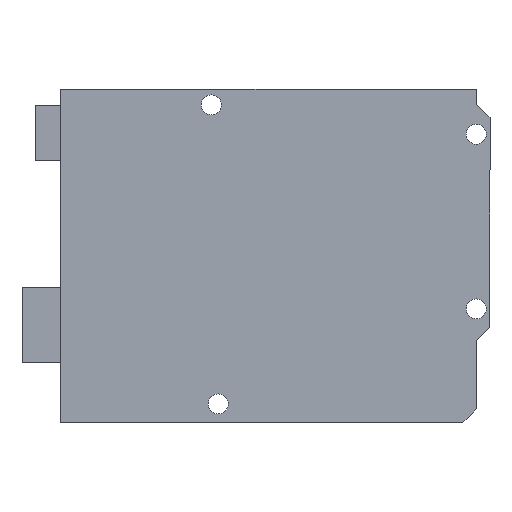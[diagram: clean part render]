
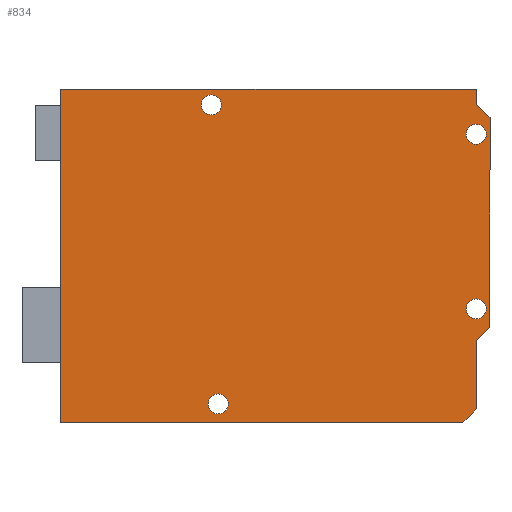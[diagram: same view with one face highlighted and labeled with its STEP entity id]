
A CAD part, front view. The second image highlights one B-rep face of the part: STEP entity #834.
In plain terms, the highlighted planar face has unit normal (0, -1, 0).
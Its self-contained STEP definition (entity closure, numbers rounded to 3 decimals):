
#155 = LINE ( 'NONE', #3020, #13200 ) ;
#233 = FACE_BOUND ( 'NONE', #11191, .T. ) ;
#249 = ORIENTED_EDGE ( 'NONE', *, *, #655, .F. ) ;
#248 = LINE ( 'NONE', #6511, #3701 ) ;
#371 = DIRECTION ( 'NONE',  ( 0., 0., 1. ) ) ;
#440 = VERTEX_POINT ( 'NONE', #7627 ) ;
#486 = EDGE_CURVE ( 'NONE', #8038, #5223, #248, .T. ) ;
#518 = VERTEX_POINT ( 'NONE', #12214 ) ;
#565 = AXIS2_PLACEMENT_3D ( 'NONE', #2802, #2854, #10619 ) ;
#615 = DIRECTION ( 'NONE',  ( 0., 0., 1. ) ) ;
#638 = DIRECTION ( 'NONE',  ( 0., 0., 1. ) ) ;
#655 = EDGE_CURVE ( 'NONE', #5859, #3840, #5552, .T. ) ;
#722 = CARTESIAN_POINT ( 'NONE',  ( 32.1, 0., 17.677 ) ) ;
#834 = ADVANCED_FACE ( 'NONE', ( #233, #3348, #5219, #12432, #6408 ), #12721, .F. ) ;
#837 = VERTEX_POINT ( 'NONE', #722 ) ;
#838 = VERTEX_POINT ( 'NONE', #9547 ) ;
#1200 = EDGE_CURVE ( 'NONE', #1849, #5223, #1618, .T. ) ;
#1206 = ORIENTED_EDGE ( 'NONE', *, *, #12322, .F. ) ;
#1274 = VERTEX_POINT ( 'NONE', #10308 ) ;
#1487 = EDGE_LOOP ( 'NONE', ( #12241, #4212 ) ) ;
#1567 = EDGE_CURVE ( 'NONE', #838, #837, #2111, .T. ) ;
#1618 = LINE ( 'NONE', #8013, #6570 ) ;
#1739 = DIRECTION ( 'NONE',  ( 0., 1., 0. ) ) ;
#1781 = VERTEX_POINT ( 'NONE', #11727 ) ;
#1849 = VERTEX_POINT ( 'NONE', #13068 ) ;
#1919 = CARTESIAN_POINT ( 'NONE',  ( -9.138, 0., -23.823 ) ) ;
#1921 = AXIS2_PLACEMENT_3D ( 'NONE', #13297, #4443, #6720 ) ;
#2013 = CIRCLE ( 'NONE', #2332, 1.6 ) ;
#2111 = CIRCLE ( 'NONE', #11633, 1.6 ) ;
#2332 = AXIS2_PLACEMENT_3D ( 'NONE', #3674, #3929, #638 ) ;
#2573 = CARTESIAN_POINT ( 'NONE',  ( 0., 0., -26.823 ) ) ;
#2616 = AXIS2_PLACEMENT_3D ( 'NONE', #3999, #8297, #615 ) ;
#2802 = CARTESIAN_POINT ( 'NONE',  ( 32.1, 0., 19.277 ) ) ;
#2854 = DIRECTION ( 'NONE',  ( 0., 1., 0. ) ) ;
#3020 = CARTESIAN_POINT ( 'NONE',  ( 0., 0., 26.477 ) ) ;
#3022 = ORIENTED_EDGE ( 'NONE', *, *, #10475, .T. ) ;
#3053 = ORIENTED_EDGE ( 'NONE', *, *, #7563, .F. ) ;
#3342 = VERTEX_POINT ( 'NONE', #11547 ) ;
#3348 = FACE_BOUND ( 'NONE', #6812, .T. ) ;
#3500 = CARTESIAN_POINT ( 'NONE',  ( 32.1, 0., 19.277 ) ) ;
#3674 = CARTESIAN_POINT ( 'NONE',  ( -10.238, 0., 23.977 ) ) ;
#3701 = VECTOR ( 'NONE', #8759, 1000. ) ;
#3762 = DIRECTION ( 'NONE',  ( 0.733, 0., -0.68 ) ) ;
#3827 = ORIENTED_EDGE ( 'NONE', *, *, #13138, .T. ) ;
#3840 = VERTEX_POINT ( 'NONE', #11771 ) ;
#3848 = CARTESIAN_POINT ( 'NONE',  ( -9.138, 0., -25.423 ) ) ;
#3899 = CARTESIAN_POINT ( 'NONE',  ( 29.974, 0., -26.823 ) ) ;
#3917 = CARTESIAN_POINT ( 'NONE',  ( 21.631, 0., -23.331 ) ) ;
#3928 = CIRCLE ( 'NONE', #13777, 1.6 ) ;
#3929 = DIRECTION ( 'NONE',  ( 0., 1., 0. ) ) ;
#3966 = LINE ( 'NONE', #13125, #10463 ) ;
#3999 = CARTESIAN_POINT ( 'NONE',  ( -9.138, 0., -23.823 ) ) ;
#4133 = EDGE_CURVE ( 'NONE', #440, #1274, #9753, .T. ) ;
#4212 = ORIENTED_EDGE ( 'NONE', *, *, #11081, .T. ) ;
#4443 = DIRECTION ( 'NONE',  ( 0., 1., 0. ) ) ;
#4748 = VECTOR ( 'NONE', #11402, 1000. ) ;
#4895 = CARTESIAN_POINT ( 'NONE',  ( -10.238, 0., 23.977 ) ) ;
#4901 = CARTESIAN_POINT ( 'NONE',  ( 29.04, 0., -27.798 ) ) ;
#5027 = DIRECTION ( 'NONE',  ( 0., 0., 1. ) ) ;
#5108 = EDGE_CURVE ( 'NONE', #14114, #8125, #3928, .T. ) ;
#5145 = DIRECTION ( 'NONE',  ( 0., 1., 0. ) ) ;
#5191 = LINE ( 'NONE', #4901, #5872 ) ;
#5206 = DIRECTION ( 'NONE',  ( 0., 0., 1. ) ) ;
#5219 = FACE_BOUND ( 'NONE', #6381, .T. ) ;
#5221 = VECTOR ( 'NONE', #8777, 1000. ) ;
#5223 = VERTEX_POINT ( 'NONE', #11734 ) ;
#5270 = VERTEX_POINT ( 'NONE', #14226 ) ;
#5467 = CARTESIAN_POINT ( 'NONE',  ( 34.3, 0., -11.586 ) ) ;
#5552 = LINE ( 'NONE', #11406, #5708 ) ;
#5613 = ORIENTED_EDGE ( 'NONE', *, *, #1200, .F. ) ;
#5708 = VECTOR ( 'NONE', #9051, 1000. ) ;
#5859 = VERTEX_POINT ( 'NONE', #9221 ) ;
#5872 = VECTOR ( 'NONE', #13540, 1000. ) ;
#5903 = VERTEX_POINT ( 'NONE', #10610 ) ;
#6028 = EDGE_CURVE ( 'NONE', #8038, #518, #12459, .T. ) ;
#6264 = LINE ( 'NONE', #12505, #4748 ) ;
#6361 = DIRECTION ( 'NONE',  ( 0., 1., 0. ) ) ;
#6381 = EDGE_LOOP ( 'NONE', ( #9530, #13466 ) ) ;
#6408 = FACE_OUTER_BOUND ( 'NONE', #14017, .T. ) ;
#6485 = AXIS2_PLACEMENT_3D ( 'NONE', #9452, #5145, #12822 ) ;
#6511 = CARTESIAN_POINT ( 'NONE',  ( 34.3, 0., 0. ) ) ;
#6543 = DIRECTION ( 'NONE',  ( 0., 0., -1. ) ) ;
#6570 = VECTOR ( 'NONE', #3762, 1000. ) ;
#6659 = CARTESIAN_POINT ( 'NONE',  ( -9.138, 0., -22.223 ) ) ;
#6720 = DIRECTION ( 'NONE',  ( 0., 0., 1. ) ) ;
#6812 = EDGE_LOOP ( 'NONE', ( #8784, #3022 ) ) ;
#6940 = LINE ( 'NONE', #2573, #5221 ) ;
#7251 = EDGE_CURVE ( 'NONE', #3342, #3840, #155, .T. ) ;
#7307 = DIRECTION ( 'NONE',  ( -0.733, 0., -0.68 ) ) ;
#7471 = ORIENTED_EDGE ( 'NONE', *, *, #5108, .T. ) ;
#7563 = EDGE_CURVE ( 'NONE', #518, #5270, #3966, .T. ) ;
#7627 = CARTESIAN_POINT ( 'NONE',  ( 32.1, 0., -10.223 ) ) ;
#8013 = CARTESIAN_POINT ( 'NONE',  ( 26.791, 0., 28.898 ) ) ;
#8038 = VERTEX_POINT ( 'NONE', #5467 ) ;
#8125 = VERTEX_POINT ( 'NONE', #6659 ) ;
#8239 = ORIENTED_EDGE ( 'NONE', *, *, #13021, .F. ) ;
#8297 = DIRECTION ( 'NONE',  ( 0., 1., 0. ) ) ;
#8362 = EDGE_CURVE ( 'NONE', #1781, #5903, #10279, .T. ) ;
#8383 = VERTEX_POINT ( 'NONE', #3899 ) ;
#8687 = ORIENTED_EDGE ( 'NONE', *, *, #7251, .T. ) ;
#8759 = DIRECTION ( 'NONE',  ( 0., 0., 1. ) ) ;
#8777 = DIRECTION ( 'NONE',  ( -1., 0., 0. ) ) ;
#8784 = ORIENTED_EDGE ( 'NONE', *, *, #8362, .T. ) ;
#9051 = DIRECTION ( 'NONE',  ( 0., 0., 1. ) ) ;
#9221 = CARTESIAN_POINT ( 'NONE',  ( -34.3, 0., -26.823 ) ) ;
#9402 = AXIS2_PLACEMENT_3D ( 'NONE', #10873, #6361, #13037 ) ;
#9452 = CARTESIAN_POINT ( 'NONE',  ( 0., 0., 0. ) ) ;
#9530 = ORIENTED_EDGE ( 'NONE', *, *, #10441, .T. ) ;
#9547 = CARTESIAN_POINT ( 'NONE',  ( 32.1, 0., 20.877 ) ) ;
#9711 = CIRCLE ( 'NONE', #565, 1.6 ) ;
#9753 = CIRCLE ( 'NONE', #1921, 1.6 ) ;
#10279 = CIRCLE ( 'NONE', #11935, 1.6 ) ;
#10308 = CARTESIAN_POINT ( 'NONE',  ( 32.1, 0., -7.023 ) ) ;
#10389 = ORIENTED_EDGE ( 'NONE', *, *, #6028, .F. ) ;
#10441 = EDGE_CURVE ( 'NONE', #837, #838, #9711, .T. ) ;
#10463 = VECTOR ( 'NONE', #6543, 1000. ) ;
#10475 = EDGE_CURVE ( 'NONE', #5903, #1781, #2013, .T. ) ;
#10610 = CARTESIAN_POINT ( 'NONE',  ( -10.238, 0., 25.577 ) ) ;
#10619 = DIRECTION ( 'NONE',  ( 0., 0., 1. ) ) ;
#10873 = CARTESIAN_POINT ( 'NONE',  ( 32.1, 0., -8.623 ) ) ;
#11081 = EDGE_CURVE ( 'NONE', #1274, #440, #12617, .T. ) ;
#11191 = EDGE_LOOP ( 'NONE', ( #7471, #3827 ) ) ;
#11307 = DIRECTION ( 'NONE',  ( 0., 1., 0. ) ) ;
#11378 = EDGE_CURVE ( 'NONE', #3342, #1849, #6264, .T. ) ;
#11402 = DIRECTION ( 'NONE',  ( 0., 0., -1. ) ) ;
#11406 = CARTESIAN_POINT ( 'NONE',  ( -34.3, 0., 0. ) ) ;
#11547 = CARTESIAN_POINT ( 'NONE',  ( 32.1, 0., 26.477 ) ) ;
#11633 = AXIS2_PLACEMENT_3D ( 'NONE', #3500, #11307, #371 ) ;
#11727 = CARTESIAN_POINT ( 'NONE',  ( -10.238, 0., 22.377 ) ) ;
#11734 = CARTESIAN_POINT ( 'NONE',  ( 34.3, 0., 21.937 ) ) ;
#11771 = CARTESIAN_POINT ( 'NONE',  ( -34.3, 0., 26.477 ) ) ;
#11935 = AXIS2_PLACEMENT_3D ( 'NONE', #4895, #1739, #5027 ) ;
#12120 = VECTOR ( 'NONE', #7307, 1000. ) ;
#12214 = CARTESIAN_POINT ( 'NONE',  ( 32.1, 0., -13.625 ) ) ;
#12241 = ORIENTED_EDGE ( 'NONE', *, *, #4133, .T. ) ;
#12322 = EDGE_CURVE ( 'NONE', #8383, #5859, #6940, .T. ) ;
#12432 = FACE_BOUND ( 'NONE', #1487, .T. ) ;
#12459 = LINE ( 'NONE', #3917, #12120 ) ;
#12505 = CARTESIAN_POINT ( 'NONE',  ( 32.1, 0., 0. ) ) ;
#12617 = CIRCLE ( 'NONE', #9402, 1.6 ) ;
#12637 = DIRECTION ( 'NONE',  ( -1., 0., 0. ) ) ;
#12721 = PLANE ( 'NONE',  #6485 ) ;
#12822 = DIRECTION ( 'NONE',  ( 0., 0., 1. ) ) ;
#12823 = ORIENTED_EDGE ( 'NONE', *, *, #486, .T. ) ;
#13021 = EDGE_CURVE ( 'NONE', #5270, #8383, #5191, .T. ) ;
#13037 = DIRECTION ( 'NONE',  ( 0., 0., 1. ) ) ;
#13068 = CARTESIAN_POINT ( 'NONE',  ( 32.1, 0., 23.977 ) ) ;
#13125 = CARTESIAN_POINT ( 'NONE',  ( 32.1, 0., 0. ) ) ;
#13138 = EDGE_CURVE ( 'NONE', #8125, #14114, #13253, .T. ) ;
#13200 = VECTOR ( 'NONE', #12637, 1000. ) ;
#13253 = CIRCLE ( 'NONE', #2616, 1.6 ) ;
#13297 = CARTESIAN_POINT ( 'NONE',  ( 32.1, 0., -8.623 ) ) ;
#13466 = ORIENTED_EDGE ( 'NONE', *, *, #1567, .T. ) ;
#13540 = DIRECTION ( 'NONE',  ( -0.691, 0., -0.722 ) ) ;
#13777 = AXIS2_PLACEMENT_3D ( 'NONE', #1919, #13858, #5206 ) ;
#13858 = DIRECTION ( 'NONE',  ( 0., 1., 0. ) ) ;
#14013 = ORIENTED_EDGE ( 'NONE', *, *, #11378, .F. ) ;
#14017 = EDGE_LOOP ( 'NONE', ( #3053, #10389, #12823, #5613, #14013, #8687, #249, #1206, #8239 ) ) ;
#14114 = VERTEX_POINT ( 'NONE', #3848 ) ;
#14226 = CARTESIAN_POINT ( 'NONE',  ( 32.1, 0., -24.602 ) ) ;
